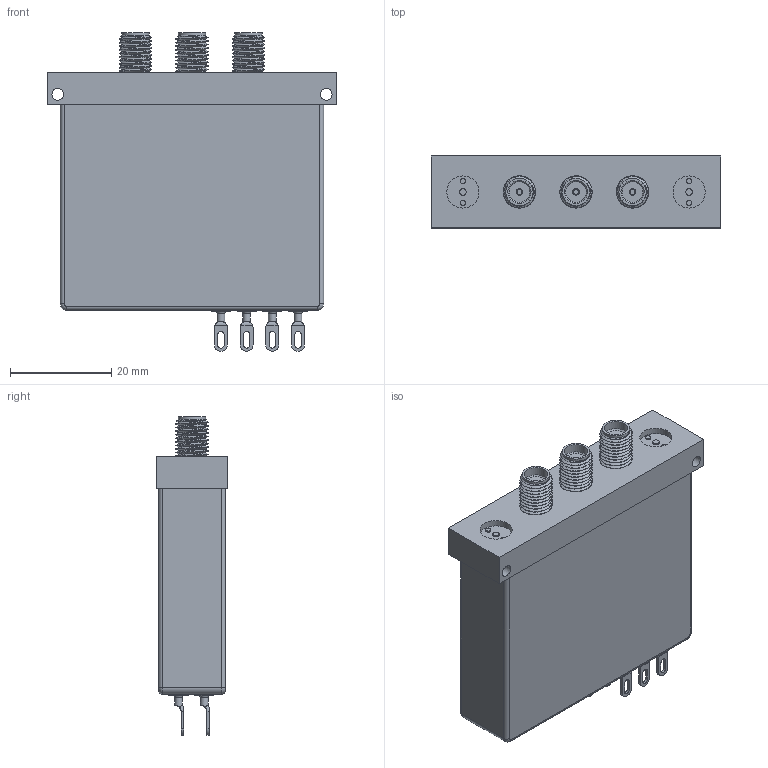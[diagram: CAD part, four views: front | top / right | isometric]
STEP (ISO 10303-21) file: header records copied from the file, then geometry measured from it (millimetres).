
FILE_DESCRIPTION (( 'STEP AP203' ), '1' );
FILE_NAME ('PE71S6407_3D.STEP', '2020-09-03T15:29:23', ( '' ), ( '' ), 'SwSTEP 2.0', 'SolidWorks 2018', '' );
FILE_SCHEMA (( 'CONFIG_CONTROL_DESIGN' ));
Products named in the file (1): PE71S6407_3D
Bounding box: 57.15 x 14.22 x 62.99 mm (x, y, z)
Volume: 33609.7 mm3; surface area: 12573.2 mm2
Topology: 9 solids, 9 shells, 1185 faces, 3114 edges, 2057 vertices
Faces by surface type: plane 670, bspline 323, cylinder 175, torus 11, cone 6
Full cylindrical faces by diameter (mm): 0.553 x1, 0.567 x1, 0.762 x7, 1.016 x7, 1.27 x5, 1.524 x7, 2.286 x2, 3.759 x7, 4.572 x3, 5.385 x3, 6.35 x2
Entity records: 55099 total; most frequent: CARTESIAN_POINT 28208, ORIENTED_EDGE 6052, DIRECTION 4367, EDGE_CURVE 3026, VERTEX_POINT 2041, LINE 1983, VECTOR 1983, EDGE_LOOP 1385
